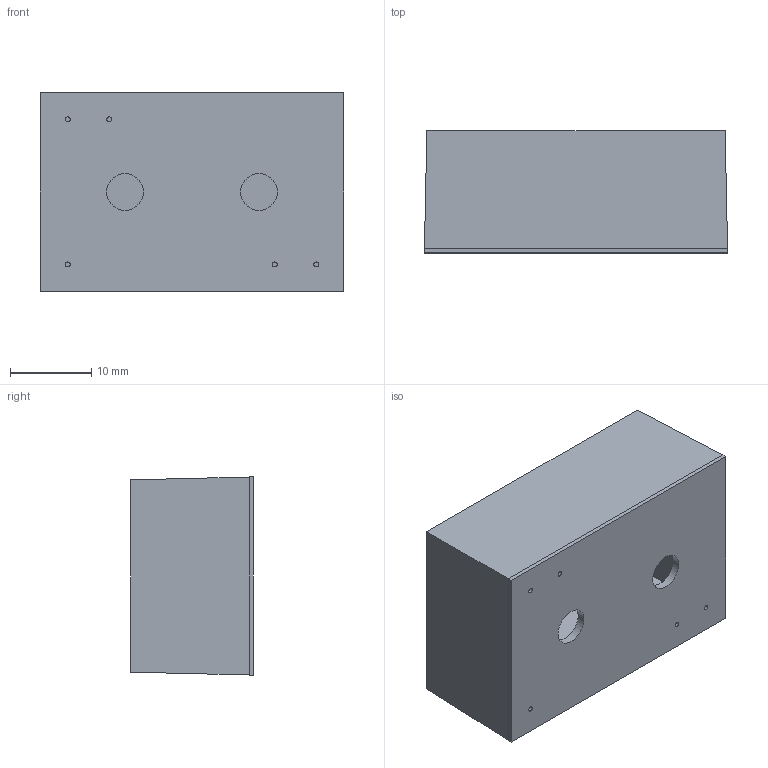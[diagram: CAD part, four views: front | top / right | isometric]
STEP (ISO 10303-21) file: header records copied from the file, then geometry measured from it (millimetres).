
FILE_DESCRIPTION (( 'STEP AP214' ), '1' );
FILE_NAME ('5V.STEP', '2020-08-19T08:13:10', ( '' ), ( '' ), 'SwSTEP 2.0', 'SolidWorks 2018', '' );
FILE_SCHEMA (( 'AUTOMOTIVE_DESIGN' ));
Length unit declared in the file: millimetre
Products named in the file (3): Teil2^5V; Deckel; 5V
Assembly tree (2 placements, depth 2):
  5V
    Deckel
    Teil2^5V
Bounding box: 37.2 x 15 x 24.3 mm (x, y, z)
Volume: 3266.9 mm3; surface area: 6932.5 mm2
Topology: 2 solids, 2 shells, 36 faces, 90 edges, 60 vertices
Faces by surface type: plane 22, cylinder 14
Entity records: 1220 total; most frequent: DIRECTION 200, CARTESIAN_POINT 191, ORIENTED_EDGE 180, EDGE_CURVE 90, AXIS2_PLACEMENT_3D 69, VECTOR 62, LINE 62, VERTEX_POINT 60
